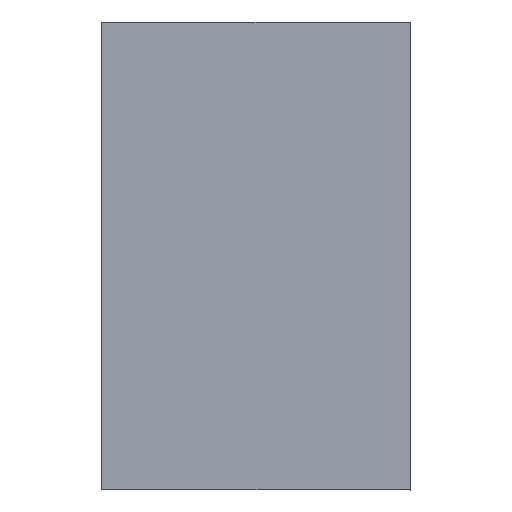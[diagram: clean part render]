
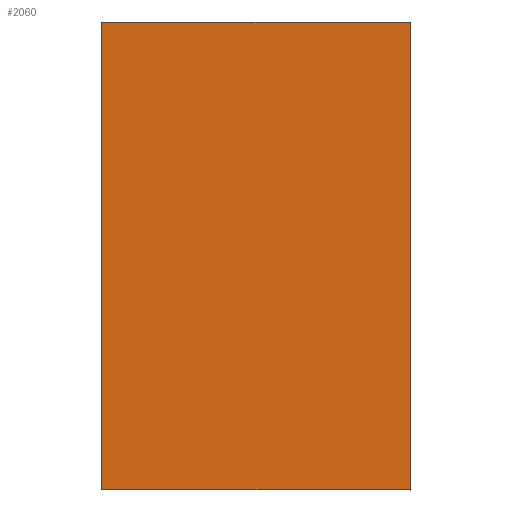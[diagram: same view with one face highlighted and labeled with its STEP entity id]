
A CAD part, top view. The second image highlights one B-rep face of the part: STEP entity #2060.
In plain terms, the highlighted face is planar.
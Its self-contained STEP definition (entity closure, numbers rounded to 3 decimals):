
#410 = EDGE_CURVE ( 'NONE', #2074, #3595, #1922, .T. ) ;
#899 = CARTESIAN_POINT ( 'NONE',  ( 16.1, -10.6, 0. ) ) ;
#1245 = CARTESIAN_POINT ( 'NONE',  ( 0., -10.6, 0. ) ) ;
#1281 = CARTESIAN_POINT ( 'NONE',  ( 16.1, -5.3, 0. ) ) ;
#1441 = CARTESIAN_POINT ( 'NONE',  ( 0., -5.3, 0. ) ) ;
#1701 = ORIENTED_EDGE ( 'NONE', *, *, #2172, .F. ) ;
#1787 = DIRECTION ( 'NONE',  ( 0., -1., 0. ) ) ;
#1817 = CARTESIAN_POINT ( 'NONE',  ( 16.1, 0., 0. ) ) ;
#1829 = ORIENTED_EDGE ( 'NONE', *, *, #3100, .T. ) ;
#1915 = FACE_OUTER_BOUND ( 'NONE', #4528, .T. ) ;
#1922 = LINE ( 'NONE', #1441, #5335 ) ;
#2060 = ADVANCED_FACE ( 'NONE', ( #1915 ), #5834, .F. ) ;
#2074 = VERTEX_POINT ( 'NONE', #3769 ) ;
#2172 = EDGE_CURVE ( 'NONE', #3595, #2825, #2550, .T. ) ;
#2295 = CARTESIAN_POINT ( 'NONE',  ( 8.05, -5.3, 0. ) ) ;
#2479 = VECTOR ( 'NONE', #1787, 1000. ) ;
#2550 = LINE ( 'NONE', #3419, #2883 ) ;
#2699 = VECTOR ( 'NONE', #4707, 1000. ) ;
#2825 = VERTEX_POINT ( 'NONE', #899 ) ;
#2883 = VECTOR ( 'NONE', #4450, 1000. ) ;
#3100 = EDGE_CURVE ( 'NONE', #4686, #2825, #6183, .T. ) ;
#3419 = CARTESIAN_POINT ( 'NONE',  ( 8.05, -10.6, 0. ) ) ;
#3595 = VERTEX_POINT ( 'NONE', #1245 ) ;
#3769 = CARTESIAN_POINT ( 'NONE',  ( 0., 0., 0. ) ) ;
#3877 = CARTESIAN_POINT ( 'NONE',  ( 8.05, 0., 0. ) ) ;
#4253 = DIRECTION ( 'NONE',  ( 0., 0., 1. ) ) ;
#4450 = DIRECTION ( 'NONE',  ( 1., 0., 0. ) ) ;
#4528 = EDGE_LOOP ( 'NONE', ( #5948, #1829, #1701, #4694 ) ) ;
#4619 = AXIS2_PLACEMENT_3D ( 'NONE', #2295, #4253, #6213 ) ;
#4686 = VERTEX_POINT ( 'NONE', #1817 ) ;
#4694 = ORIENTED_EDGE ( 'NONE', *, *, #410, .F. ) ;
#4707 = DIRECTION ( 'NONE',  ( 1., 0., 0. ) ) ;
#5257 = DIRECTION ( 'NONE',  ( 0., -1., 0. ) ) ;
#5335 = VECTOR ( 'NONE', #5257, 1000. ) ;
#5834 = PLANE ( 'NONE',  #4619 ) ;
#5858 = EDGE_CURVE ( 'NONE', #2074, #4686, #6317, .T. ) ;
#5948 = ORIENTED_EDGE ( 'NONE', *, *, #5858, .T. ) ;
#6183 = LINE ( 'NONE', #1281, #2479 ) ;
#6213 = DIRECTION ( 'NONE',  ( 1., 0., 0. ) ) ;
#6317 = LINE ( 'NONE', #3877, #2699 ) ;
